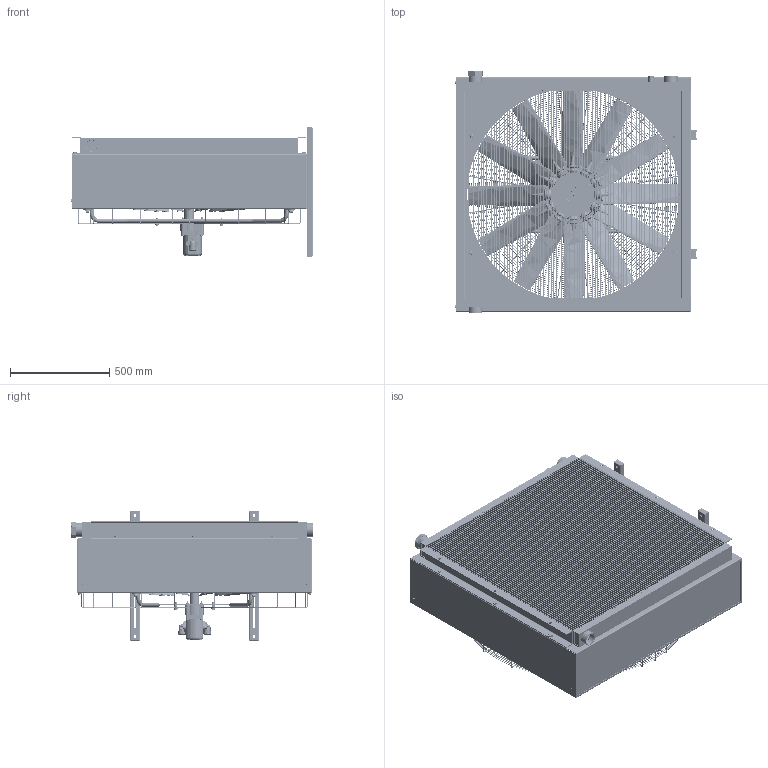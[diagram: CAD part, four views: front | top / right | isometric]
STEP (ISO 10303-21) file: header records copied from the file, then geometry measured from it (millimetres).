
FILE_DESCRIPTION((''),'2;1');
FILE_NAME('LHC-112-F.stp','2011-02-22T11:14:24',('sfrny'),(''),'Autodesk Inventor 2011','Autodesk Inventor 2011','');
FILE_SCHEMA(('AUTOMOTIVE_DESIGN { 1 0 10303 214 1 1 1 1 }'));
Length unit declared in the file: millimetre
Products named in the file (1): LHC-112-F
Bounding box: 1217 x 1217.5 x 650 mm (x, y, z)
Volume: 46695798.5 mm3; surface area: 25739082.7 mm2
Topology: 129 solids, 209 shells, 6929 faces, 17410 edges, 11230 vertices
Faces by surface type: plane 3328, cylinder 1162, cone 988, bspline 936, torus 499, sphere 16
Full cylindrical faces by diameter (mm): 2 x1, 4.917 x16, 5 x66, 6 x57, 6.4 x56, 6.647 x11, 7 x2, 8 x27, 8.4 x13, 8.5 x10, 8.88 x31, 8.9 x24, 9 x16, 10.106 x12, 11 x5, 11.445 x1, 11.6 x4, 11.63 x13, 11.7 x1, 12 x80, 13 x24, 14 x4, 14.1 x1, 15 x11, 16 x13, 16.63 x6, 18.631 x2, 19 x1, 20 x14, 20.955 x1
Entity records: 276249 total; most frequent: CARTESIAN_POINT 123228, ORIENTED_EDGE 31934, DIRECTION 26582, EDGE_CURVE 15967, VERTEX_POINT 10960, AXIS2_PLACEMENT_3D 9981, EDGE_LOOP 9141, FACE_OUTER_BOUND 6929
